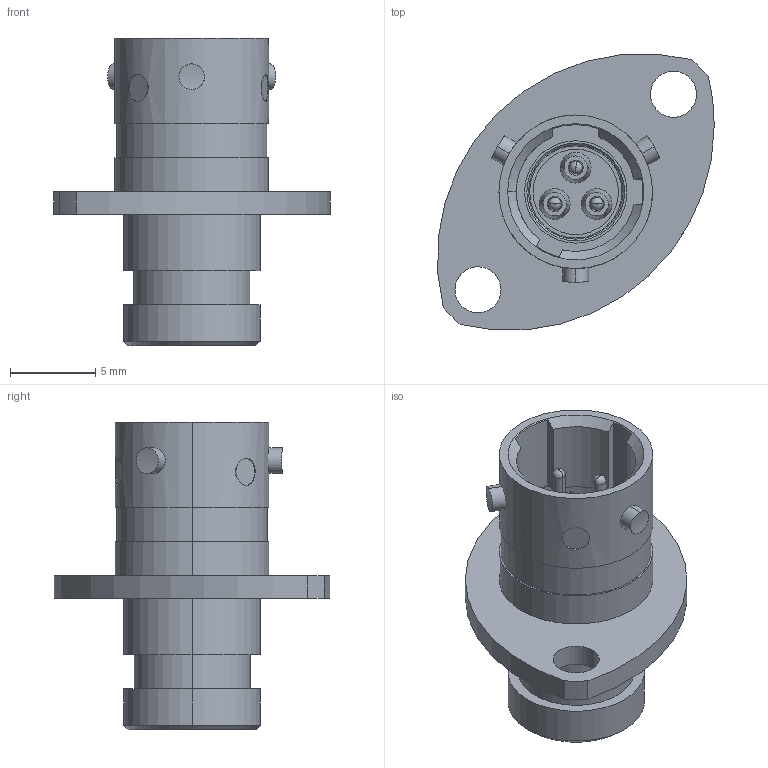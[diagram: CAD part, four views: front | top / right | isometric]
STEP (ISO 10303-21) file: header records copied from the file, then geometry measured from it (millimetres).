
FILE_DESCRIPTION (( 'STEP AP214' ), '1' );
FILE_NAME ('ASU003-03PC-HE.STEP', '2018-07-20T11:45:57', ( 'TE Connectivity' ), ( 'TE Connectivity' ), 'SwSTEP 2.0', 'SolidWorks 2016', '' );
FILE_SCHEMA (( 'AUTOMOTIVE_DESIGN' ));
Length unit declared in the file: millimetre
Products named in the file (1): ASU003-03PC-HE
Bounding box: 16.19 x 16.15 x 18.01 mm (x, y, z)
Volume: 928 mm3; surface area: 2334.8 mm2
Topology: 16 solids, 16 shells, 385 faces, 866 edges, 539 vertices
Faces by surface type: cylinder 190, plane 91, torus 56, cone 48
Entity records: 15593 total; most frequent: DIRECTION 2119, CARTESIAN_POINT 2079, ORIENTED_EDGE 1732, AXIS2_PLACEMENT_3D 891, EDGE_CURVE 866, VERTEX_POINT 539, CIRCLE 505, EDGE_LOOP 463
